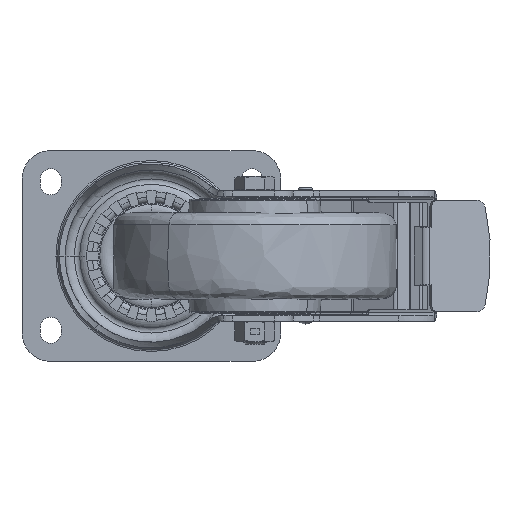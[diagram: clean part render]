
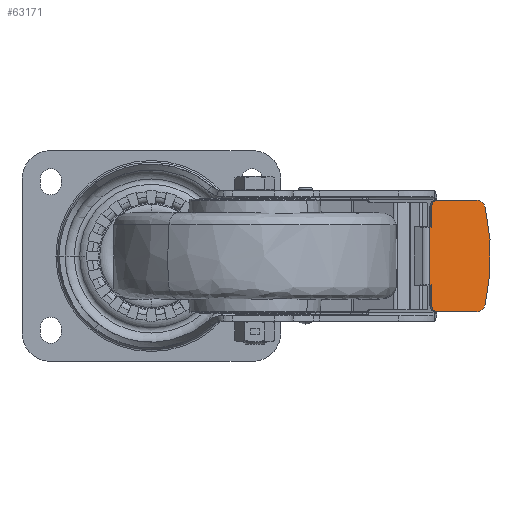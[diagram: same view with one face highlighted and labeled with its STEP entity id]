
A CAD part, front view. The second image highlights one B-rep face of the part: STEP entity #63171.
In plain terms, the highlighted planar face has unit normal (0.365, -0.931, 0).
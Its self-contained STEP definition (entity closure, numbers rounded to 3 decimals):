
#395 = VECTOR ( 'NONE', #62503, 1000. ) ;
#1141 = LINE ( 'NONE', #17484, #49274 ) ;
#1147 = DIRECTION ( 'NONE',  ( -0.365, 0.931, 0. ) ) ;
#1306 = EDGE_CURVE ( 'NONE', #9856, #38605, #39811, .T. ) ;
#2002 = CIRCLE ( 'NONE', #45517, 5. ) ;
#2161 = AXIS2_PLACEMENT_3D ( 'NONE', #33591, #75138, #28492 ) ;
#2988 = VERTEX_POINT ( 'NONE', #25934 ) ;
#3053 = VERTEX_POINT ( 'NONE', #51949 ) ;
#4865 = EDGE_CURVE ( 'NONE', #44180, #27735, #48247, .T. ) ;
#5822 = PLANE ( 'NONE',  #59121 ) ;
#9027 = DIRECTION ( 'NONE',  ( -0.365, 0.931, 0. ) ) ;
#9659 = EDGE_CURVE ( 'NONE', #27068, #9856, #18919, .T. ) ;
#9856 = VERTEX_POINT ( 'NONE', #20453 ) ;
#10195 = DIRECTION ( 'NONE',  ( 0., 0., -1. ) ) ;
#11477 = AXIS2_PLACEMENT_3D ( 'NONE', #71998, #73122, #26128 ) ;
#12074 = AXIS2_PLACEMENT_3D ( 'NONE', #20073, #73669, #20837 ) ;
#12992 = CARTESIAN_POINT ( 'NONE',  ( 146.234, -42.671, 15. ) ) ;
#14843 = EDGE_LOOP ( 'NONE', ( #42016, #52763, #64557, #24891, #36735, #65961, #46160, #20815, #23607, #37487, #23441, #72580, #64034 ) ) ;
#17484 = CARTESIAN_POINT ( 'NONE',  ( 176.954, -30.62, -29. ) ) ;
#17601 = EDGE_CURVE ( 'NONE', #71694, #63030, #67148, .T. ) ;
#18215 = CARTESIAN_POINT ( 'NONE',  ( 149.026, -41.576, -29. ) ) ;
#18284 = CIRCLE ( 'NONE', #12074, 5. ) ;
#18815 = CARTESIAN_POINT ( 'NONE',  ( 174.161, -31.715, -25.175 ) ) ;
#18919 = CIRCLE ( 'NONE', #11477, 3. ) ;
#19370 = CARTESIAN_POINT ( 'NONE',  ( 146.234, -42.671, -15. ) ) ;
#20038 = VECTOR ( 'NONE', #24133, 1000. ) ;
#20073 = CARTESIAN_POINT ( 'NONE',  ( 169.637, -33.49, -24. ) ) ;
#20380 = VERTEX_POINT ( 'NONE', #35129 ) ;
#20453 = CARTESIAN_POINT ( 'NONE',  ( 149.026, -41.576, 29. ) ) ;
#20815 = ORIENTED_EDGE ( 'NONE', *, *, #1306, .F. ) ;
#20837 = DIRECTION ( 'NONE',  ( 0.905, 0.355, -0.235 ) ) ;
#20956 = EDGE_CURVE ( 'NONE', #76898, #20380, #1141, .T. ) ;
#21001 = EDGE_CURVE ( 'NONE', #33771, #2988, #24856, .T. ) ;
#21027 = B_SPLINE_CURVE_WITH_KNOTS ( 'NONE', 3,
 ( #46890, #36390, #36778, #70882, #28958, #18815 ),
 .UNSPECIFIED., .F., .F.,
 ( 4, 2, 4 ),
 ( 0., 0.5, 1. ),
 .UNSPECIFIED. ) ;
#22229 = CARTESIAN_POINT ( 'NONE',  ( 159.332, -37.533, 29. ) ) ;
#23441 = ORIENTED_EDGE ( 'NONE', *, *, #4865, .F. ) ;
#23607 = ORIENTED_EDGE ( 'NONE', *, *, #9659, .F. ) ;
#24133 = DIRECTION ( 'NONE',  ( 0., 0., 1. ) ) ;
#24856 = LINE ( 'NONE', #72248, #59179 ) ;
#24891 = ORIENTED_EDGE ( 'NONE', *, *, #20956, .T. ) ;
#25934 = CARTESIAN_POINT ( 'NONE',  ( 146.234, -42.671, -26. ) ) ;
#26128 = DIRECTION ( 'NONE',  ( -0.931, -0.365, 0. ) ) ;
#26934 = CARTESIAN_POINT ( 'NONE',  ( 149.026, -41.576, -26. ) ) ;
#26967 = CIRCLE ( 'NONE', #2161, 3. ) ;
#27068 = VERTEX_POINT ( 'NONE', #52181 ) ;
#27626 = CARTESIAN_POINT ( 'NONE',  ( 146.234, -42.671, 26. ) ) ;
#27735 = VERTEX_POINT ( 'NONE', #27626 ) ;
#27802 = EDGE_CURVE ( 'NONE', #38605, #3053, #2002, .T. ) ;
#28373 = AXIS2_PLACEMENT_3D ( 'NONE', #26934, #9027, #10195 ) ;
#28492 = DIRECTION ( 'NONE',  ( -0.931, -0.365, 0. ) ) ;
#28958 = CARTESIAN_POINT ( 'NONE',  ( 176.014, -30.988, -16.942 ) ) ;
#29516 = EDGE_CURVE ( 'NONE', #76898, #2988, #66874, .T. ) ;
#29548 = DIRECTION ( 'NONE',  ( 0.931, 0.365, 0. ) ) ;
#29569 = CARTESIAN_POINT ( 'NONE',  ( 176.954, -30.62, 29. ) ) ;
#30693 = CARTESIAN_POINT ( 'NONE',  ( 145.24, -43.061, 15. ) ) ;
#31854 = EDGE_CURVE ( 'NONE', #3053, #53876, #21027, .T. ) ;
#33591 = CARTESIAN_POINT ( 'NONE',  ( 149.026, -41.576, 26. ) ) ;
#33771 = VERTEX_POINT ( 'NONE', #55142 ) ;
#35061 = EDGE_CURVE ( 'NONE', #44180, #71694, #35971, .T. ) ;
#35129 = CARTESIAN_POINT ( 'NONE',  ( 169.637, -33.49, -29. ) ) ;
#35971 = LINE ( 'NONE', #12992, #45794 ) ;
#36390 = CARTESIAN_POINT ( 'NONE',  ( 176.014, -30.988, 16.942 ) ) ;
#36735 = ORIENTED_EDGE ( 'NONE', *, *, #71168, .F. ) ;
#36778 = CARTESIAN_POINT ( 'NONE',  ( 176.954, -30.62, 8.471 ) ) ;
#37487 = ORIENTED_EDGE ( 'NONE', *, *, #63998, .F. ) ;
#38605 = VERTEX_POINT ( 'NONE', #68667 ) ;
#39811 = LINE ( 'NONE', #22229, #70496 ) ;
#41685 = CARTESIAN_POINT ( 'NONE',  ( 169.637, -33.49, 24. ) ) ;
#42016 = ORIENTED_EDGE ( 'NONE', *, *, #69802, .F. ) ;
#42079 = FACE_OUTER_BOUND ( 'NONE', #14843, .T. ) ;
#44023 = CARTESIAN_POINT ( 'NONE',  ( 146.234, -42.671, 15. ) ) ;
#44180 = VERTEX_POINT ( 'NONE', #44023 ) ;
#45517 = AXIS2_PLACEMENT_3D ( 'NONE', #41685, #1147, #48230 ) ;
#45794 = VECTOR ( 'NONE', #47626, 1000. ) ;
#45992 = DIRECTION ( 'NONE',  ( 0.931, 0.365, 0. ) ) ;
#46160 = ORIENTED_EDGE ( 'NONE', *, *, #27802, .F. ) ;
#46890 = CARTESIAN_POINT ( 'NONE',  ( 174.161, -31.715, 25.175 ) ) ;
#47254 = VECTOR ( 'NONE', #71841, 1000. ) ;
#47626 = DIRECTION ( 'NONE',  ( -0.931, -0.365, 0. ) ) ;
#48230 = DIRECTION ( 'NONE',  ( 0., 0., 1. ) ) ;
#48247 = LINE ( 'NONE', #60268, #20038 ) ;
#49274 = VECTOR ( 'NONE', #29548, 1000. ) ;
#51949 = CARTESIAN_POINT ( 'NONE',  ( 174.161, -31.715, 25.175 ) ) ;
#52181 = CARTESIAN_POINT ( 'NONE',  ( 149.026, -41.576, 29. ) ) ;
#52763 = ORIENTED_EDGE ( 'NONE', *, *, #21001, .T. ) ;
#53313 = DIRECTION ( 'NONE',  ( 0., 0., 1. ) ) ;
#53876 = VERTEX_POINT ( 'NONE', #66234 ) ;
#55142 = CARTESIAN_POINT ( 'NONE',  ( 146.234, -42.671, -15. ) ) ;
#58153 = CARTESIAN_POINT ( 'NONE',  ( 145.24, -43.061, 15. ) ) ;
#59097 = DIRECTION ( 'NONE',  ( 0., 0., -1. ) ) ;
#59121 = AXIS2_PLACEMENT_3D ( 'NONE', #29569, #72627, #53313 ) ;
#59179 = VECTOR ( 'NONE', #59097, 1000. ) ;
#60268 = CARTESIAN_POINT ( 'NONE',  ( 146.234, -42.671, 15. ) ) ;
#62503 = DIRECTION ( 'NONE',  ( -0.931, -0.365, 0. ) ) ;
#63030 = VERTEX_POINT ( 'NONE', #75418 ) ;
#63171 = ADVANCED_FACE ( 'NONE', ( #42079 ), #5822, .F. ) ;
#63998 = EDGE_CURVE ( 'NONE', #27735, #27068, #26967, .T. ) ;
#64034 = ORIENTED_EDGE ( 'NONE', *, *, #17601, .T. ) ;
#64557 = ORIENTED_EDGE ( 'NONE', *, *, #29516, .F. ) ;
#65961 = ORIENTED_EDGE ( 'NONE', *, *, #31854, .F. ) ;
#66234 = CARTESIAN_POINT ( 'NONE',  ( 174.161, -31.715, -25.175 ) ) ;
#66874 = CIRCLE ( 'NONE', #28373, 3. ) ;
#67148 = LINE ( 'NONE', #30693, #47254 ) ;
#68667 = CARTESIAN_POINT ( 'NONE',  ( 169.637, -33.49, 29. ) ) ;
#69802 = EDGE_CURVE ( 'NONE', #33771, #63030, #74115, .T. ) ;
#70496 = VECTOR ( 'NONE', #45992, 1000. ) ;
#70882 = CARTESIAN_POINT ( 'NONE',  ( 176.954, -30.62, -8.471 ) ) ;
#71168 = EDGE_CURVE ( 'NONE', #53876, #20380, #18284, .T. ) ;
#71694 = VERTEX_POINT ( 'NONE', #58153 ) ;
#71841 = DIRECTION ( 'NONE',  ( 0., 0., -1. ) ) ;
#71998 = CARTESIAN_POINT ( 'NONE',  ( 149.026, -41.576, 26. ) ) ;
#72248 = CARTESIAN_POINT ( 'NONE',  ( 146.234, -42.671, -15. ) ) ;
#72580 = ORIENTED_EDGE ( 'NONE', *, *, #35061, .T. ) ;
#72627 = DIRECTION ( 'NONE',  ( -0.365, 0.931, 0. ) ) ;
#73122 = DIRECTION ( 'NONE',  ( -0.365, 0.931, 0. ) ) ;
#73669 = DIRECTION ( 'NONE',  ( -0.365, 0.931, 0. ) ) ;
#74115 = LINE ( 'NONE', #19370, #395 ) ;
#75138 = DIRECTION ( 'NONE',  ( -0.365, 0.931, 0. ) ) ;
#75418 = CARTESIAN_POINT ( 'NONE',  ( 145.24, -43.061, -15. ) ) ;
#76898 = VERTEX_POINT ( 'NONE', #18215 ) ;
